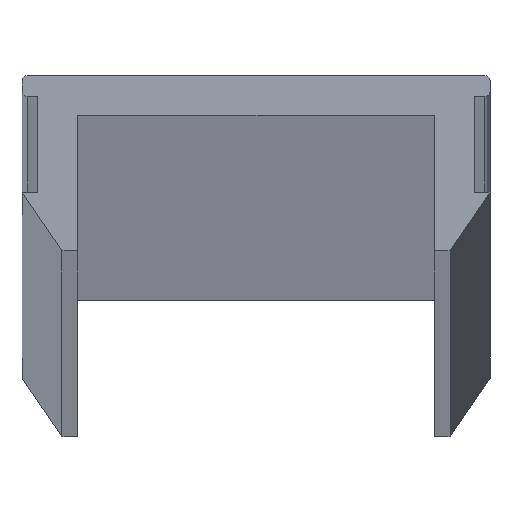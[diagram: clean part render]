
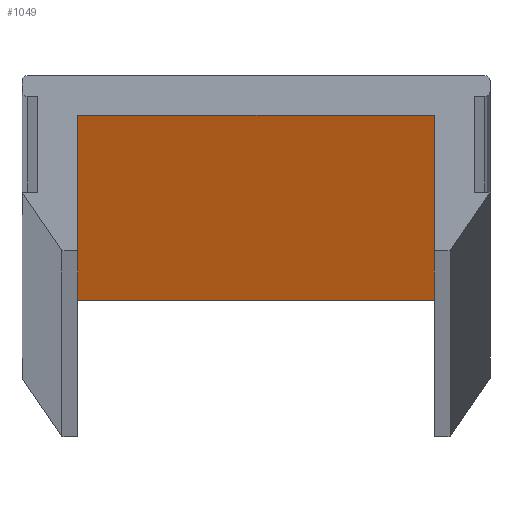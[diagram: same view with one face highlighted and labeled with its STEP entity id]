
A CAD part, top view. The second image highlights one B-rep face of the part: STEP entity #1049.
In plain terms, the highlighted planar face has unit normal (0, -1, 0).
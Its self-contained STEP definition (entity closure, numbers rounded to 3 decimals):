
#422=DIRECTION('',(-1.,0.,0.));
#423=VECTOR('',#422,6.7);
#424=CARTESIAN_POINT('',(3.35,-0.75,0.));
#425=LINE('',#424,#423);
#549=DIRECTION('',(-1.,0.,0.));
#550=VECTOR('',#549,6.7);
#551=CARTESIAN_POINT('',(3.35,-0.75,2000.));
#552=LINE('',#551,#550);
#671=DIRECTION('',(0.,0.,1.));
#672=VECTOR('',#671,2000.);
#673=CARTESIAN_POINT('',(3.35,-0.75,0.));
#674=LINE('',#673,#672);
#678=DIRECTION('',(0.,0.,1.));
#679=VECTOR('',#678,2000.);
#680=CARTESIAN_POINT('',(-3.35,-0.75,0.));
#681=LINE('',#680,#679);
#756=CARTESIAN_POINT('',(3.35,-0.75,0.));
#758=VERTEX_POINT('',#756);
#759=CARTESIAN_POINT('',(-3.35,-0.75,0.));
#760=VERTEX_POINT('',#759);
#764=CARTESIAN_POINT('',(3.35,-0.75,2000.));
#766=VERTEX_POINT('',#764);
#767=CARTESIAN_POINT('',(-3.35,-0.75,2000.));
#768=VERTEX_POINT('',#767);
#1037=CARTESIAN_POINT('',(3.35,-0.75,0.));
#1038=DIRECTION('',(0.,1.,0.));
#1039=DIRECTION('',(-1.,0.,0.));
#1040=AXIS2_PLACEMENT_3D('',#1037,#1038,#1039);
#1041=PLANE('',#1040);
#1042=ORIENTED_EDGE('',*,*,#866,.T.);
#1044=ORIENTED_EDGE('',*,*,#1043,.T.);
#1045=ORIENTED_EDGE('',*,*,#968,.F.);
#1046=ORIENTED_EDGE('',*,*,#1030,.F.);
#1047=EDGE_LOOP('',(#1042,#1044,#1045,#1046));
#1048=FACE_OUTER_BOUND('',#1047,.F.);
#866=EDGE_CURVE('',#758,#760,#425,.T.);
#968=EDGE_CURVE('',#766,#768,#552,.T.);
#1030=EDGE_CURVE('',#758,#766,#674,.T.);
#1043=EDGE_CURVE('',#760,#768,#681,.T.);
#1049=ADVANCED_FACE('',(#1048),#1041,.F.);
